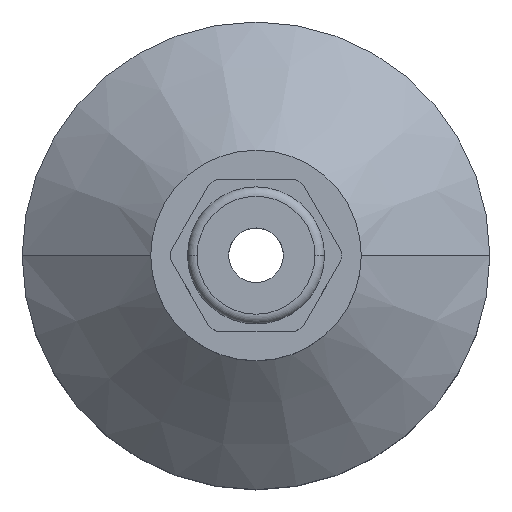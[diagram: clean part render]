
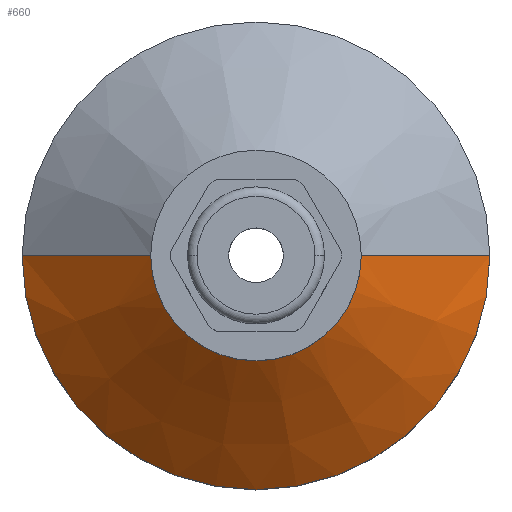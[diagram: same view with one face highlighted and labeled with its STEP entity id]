
A CAD part, top view. The second image highlights one B-rep face of the part: STEP entity #660.
In plain terms, the highlighted conical face has half-angle 50.388 degrees and reference radius 11.75 mm.
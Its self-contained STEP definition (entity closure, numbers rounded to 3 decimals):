
#178 = CARTESIAN_POINT ( 'NONE',  ( -11.75, 0., -8.12 ) ) ;
#252 = ORIENTED_EDGE ( 'NONE', *, *, #1264, .F. ) ;
#505 = AXIS2_PLACEMENT_3D ( 'NONE', #1508, #2064, #1476 ) ;
#520 = VECTOR ( 'NONE', #1555, 1000. ) ;
#660 = ADVANCED_FACE ( 'NONE', ( #843 ), #1093, .T. ) ;
#796 = EDGE_CURVE ( 'NONE', #3062, #2201, #2618, .T. ) ;
#823 = CARTESIAN_POINT ( 'NONE',  ( 11.75, 0., -8.12 ) ) ;
#843 = FACE_OUTER_BOUND ( 'NONE', #1520, .T. ) ;
#952 = DIRECTION ( 'NONE',  ( 0.77, 0., -0.638 ) ) ;
#1049 = EDGE_CURVE ( 'NONE', #3181, #1824, #3536, .T. ) ;
#1093 = CONICAL_SURFACE ( 'NONE', #1209, 11.75, 0.879 ) ;
#1170 = VECTOR ( 'NONE', #952, 1000. ) ;
#1208 = ORIENTED_EDGE ( 'NONE', *, *, #796, .T. ) ;
#1209 = AXIS2_PLACEMENT_3D ( 'NONE', #2795, #1974, #3322 ) ;
#1264 = EDGE_CURVE ( 'NONE', #1824, #2201, #2914, .T. ) ;
#1361 = ORIENTED_EDGE ( 'NONE', *, *, #1049, .F. ) ;
#1476 = DIRECTION ( 'NONE',  ( 1., 0., 0. ) ) ;
#1508 = CARTESIAN_POINT ( 'NONE',  ( 0., 0., -19.996 ) ) ;
#1520 = EDGE_LOOP ( 'NONE', ( #252, #1361, #3192, #1208 ) ) ;
#1555 = DIRECTION ( 'NONE',  ( -0.77, 0., -0.638 ) ) ;
#1688 = CARTESIAN_POINT ( 'NONE',  ( 26.1, 0., -19.996 ) ) ;
#1824 = VERTEX_POINT ( 'NONE', #823 ) ;
#1974 = DIRECTION ( 'NONE',  ( 0., 0., -1. ) ) ;
#1994 = AXIS2_PLACEMENT_3D ( 'NONE', #2460, #3103, #2478 ) ;
#2064 = DIRECTION ( 'NONE',  ( 0., 0., 1. ) ) ;
#2201 = VERTEX_POINT ( 'NONE', #1688 ) ;
#2460 = CARTESIAN_POINT ( 'NONE',  ( 0., 0., -8.12 ) ) ;
#2478 = DIRECTION ( 'NONE',  ( 1., 0., 0. ) ) ;
#2538 = EDGE_CURVE ( 'NONE', #3181, #3062, #3508, .T. ) ;
#2569 = CARTESIAN_POINT ( 'NONE',  ( 11.75, 0., -8.12 ) ) ;
#2618 = CIRCLE ( 'NONE', #505, 26.1 ) ;
#2795 = CARTESIAN_POINT ( 'NONE',  ( 0., 0., -8.12 ) ) ;
#2914 = LINE ( 'NONE', #2569, #1170 ) ;
#3062 = VERTEX_POINT ( 'NONE', #3128 ) ;
#3103 = DIRECTION ( 'NONE',  ( 0., 0., 1. ) ) ;
#3128 = CARTESIAN_POINT ( 'NONE',  ( -26.1, 0., -19.996 ) ) ;
#3161 = CARTESIAN_POINT ( 'NONE',  ( -11.75, 0., -8.12 ) ) ;
#3181 = VERTEX_POINT ( 'NONE', #3161 ) ;
#3192 = ORIENTED_EDGE ( 'NONE', *, *, #2538, .T. ) ;
#3322 = DIRECTION ( 'NONE',  ( -1., 0., 0. ) ) ;
#3508 = LINE ( 'NONE', #178, #520 ) ;
#3536 = CIRCLE ( 'NONE', #1994, 11.75 ) ;
